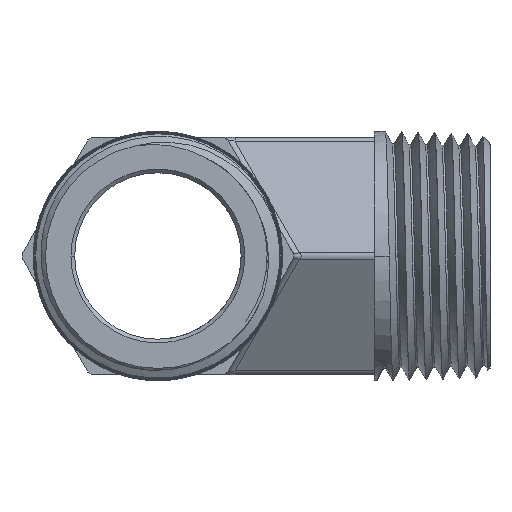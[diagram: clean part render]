
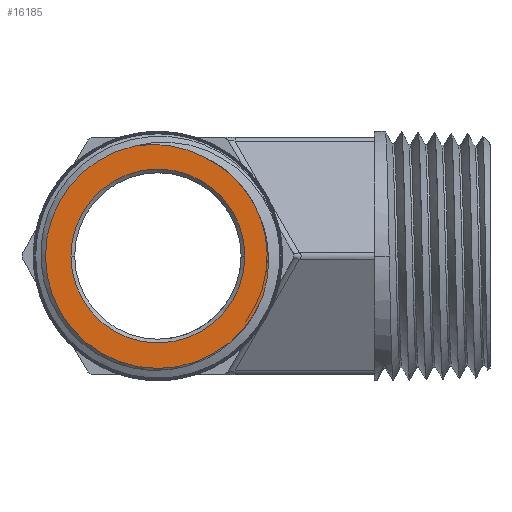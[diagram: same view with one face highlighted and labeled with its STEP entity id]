
A CAD part, left-side view. The second image highlights one B-rep face of the part: STEP entity #16185.
In plain terms, the highlighted planar face has unit normal (-1, 0, 0).
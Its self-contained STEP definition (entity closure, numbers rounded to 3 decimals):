
#4099=CARTESIAN_POINT('',(-44.5,-14.051,-5.426));
#4100=CARTESIAN_POINT('',(-44.5,-14.134,-5.182));
#4101=CARTESIAN_POINT('',(-44.5,-14.288,-4.692));
#4102=CARTESIAN_POINT('',(-44.5,-14.481,-3.947));
#4103=CARTESIAN_POINT('',(-44.5,-14.635,-3.194));
#4104=CARTESIAN_POINT('',(-44.5,-14.75,-2.435));
#4105=CARTESIAN_POINT('',(-44.5,-14.826,-1.672));
#4106=CARTESIAN_POINT('',(-44.5,-14.862,-0.908));
#4107=CARTESIAN_POINT('',(-44.5,-14.859,-0.144));
#4108=CARTESIAN_POINT('',(-44.5,-14.817,0.618));
#4109=CARTESIAN_POINT('',(-44.5,-14.736,1.376));
#4110=CARTESIAN_POINT('',(-44.5,-14.616,2.127));
#4111=CARTESIAN_POINT('',(-44.5,-14.458,2.87));
#4112=CARTESIAN_POINT('',(-44.5,-14.263,3.602));
#4113=CARTESIAN_POINT('',(-44.5,-14.03,4.323));
#4114=CARTESIAN_POINT('',(-44.5,-13.85,4.794));
#4115=CARTESIAN_POINT('',(-44.5,-13.754,5.027));
#4120=CARTESIAN_POINT('',(-44.5,-6.269,13.234));
#4121=CARTESIAN_POINT('',(-44.5,-6.054,13.348));
#4122=CARTESIAN_POINT('',(-44.5,-5.618,13.565));
#4123=CARTESIAN_POINT('',(-44.5,-4.947,13.858));
#4124=CARTESIAN_POINT('',(-44.5,-4.261,14.118));
#4125=CARTESIAN_POINT('',(-44.5,-3.562,14.344));
#4126=CARTESIAN_POINT('',(-44.5,-2.851,14.534));
#4127=CARTESIAN_POINT('',(-44.5,-2.13,14.69));
#4128=CARTESIAN_POINT('',(-44.5,-1.401,14.809));
#4129=CARTESIAN_POINT('',(-44.5,-0.666,14.893));
#4130=CARTESIAN_POINT('',(-44.5,0.073,14.94));
#4131=CARTESIAN_POINT('',(-44.5,0.815,14.95));
#4132=CARTESIAN_POINT('',(-44.5,1.558,14.923));
#4133=CARTESIAN_POINT('',(-44.5,2.3,14.859));
#4134=CARTESIAN_POINT('',(-44.5,2.792,14.792));
#4135=CARTESIAN_POINT('',(-44.5,3.038,14.752));
#4140=CARTESIAN_POINT('',(-44.5,-13.754,5.027));
#4141=CARTESIAN_POINT('',(-44.5,-13.673,5.25));
#4142=CARTESIAN_POINT('',(-44.5,-13.499,5.692));
#4143=CARTESIAN_POINT('',(-44.5,-13.206,6.341));
#4144=CARTESIAN_POINT('',(-44.5,-12.882,6.976));
#4145=CARTESIAN_POINT('',(-44.5,-12.528,7.594));
#4146=CARTESIAN_POINT('',(-44.5,-12.144,8.194));
#4147=CARTESIAN_POINT('',(-44.5,-11.732,8.774));
#4148=CARTESIAN_POINT('',(-44.5,-11.292,9.334));
#4149=CARTESIAN_POINT('',(-44.5,-10.824,9.872));
#4150=CARTESIAN_POINT('',(-44.5,-10.332,10.386));
#4151=CARTESIAN_POINT('',(-44.5,-9.815,10.876));
#4152=CARTESIAN_POINT('',(-44.5,-9.274,11.34));
#4153=CARTESIAN_POINT('',(-44.5,-8.713,11.777));
#4154=CARTESIAN_POINT('',(-44.5,-8.13,12.187));
#4155=CARTESIAN_POINT('',(-44.5,-7.528,12.568));
#4156=CARTESIAN_POINT('',(-44.5,-6.908,12.919));
#4157=CARTESIAN_POINT('',(-44.5,-6.484,13.133));
#4158=CARTESIAN_POINT('',(-44.5,-6.269,13.234));
#4163=CARTESIAN_POINT('',(-44.5,0.,0.));
#4164=DIRECTION('',(-1.,0.,0.));
#4165=DIRECTION('',(0.,1.,0.));
#4166=AXIS2_PLACEMENT_3D('',#4163,#4164,#4165);
#4171=CARTESIAN_POINT('',(-44.5,0.,0.));
#4172=DIRECTION('',(-1.,0.,0.));
#4173=DIRECTION('',(0.,-1.,0.));
#4174=AXIS2_PLACEMENT_3D('',#4171,#4172,#4173);
#4179=CARTESIAN_POINT('',(-44.5,0.,0.));
#4180=DIRECTION('',(-1.,0.,0.));
#4181=DIRECTION('',(0.,0.202,0.979));
#4182=AXIS2_PLACEMENT_3D('',#4179,#4180,#4181);
#13358=VERTEX_POINT('',#4099);
#13359=VERTEX_POINT('',#4115);
#13360=VERTEX_POINT('',#4158);
#13361=VERTEX_POINT('',#4135);
#13628=CARTESIAN_POINT('',(-44.5,11.65,0.));
#13629=CARTESIAN_POINT('',(-44.5,-11.65,0.));
#13630=VERTEX_POINT('',#13628);
#13631=VERTEX_POINT('',#13629);
#16167=CARTESIAN_POINT('',(-44.5,0.,0.));
#16168=DIRECTION('',(1.,0.,0.));
#16169=DIRECTION('',(0.,-1.,0.));
#16170=AXIS2_PLACEMENT_3D('',#16167,#16168,#16169);
#16171=PLANE('',#16170);
#16172=ORIENTED_EDGE('',*,*,#14968,.F.);
#16174=ORIENTED_EDGE('',*,*,#16173,.F.);
#16175=ORIENTED_EDGE('',*,*,#15320,.F.);
#16176=ORIENTED_EDGE('',*,*,#16159,.F.);
#16177=EDGE_LOOP('',(#16172,#16174,#16175,#16176));
#16178=FACE_OUTER_BOUND('',#16177,.F.);
#16180=ORIENTED_EDGE('',*,*,#16179,.T.);
#16182=ORIENTED_EDGE('',*,*,#16181,.T.);
#16183=EDGE_LOOP('',(#16180,#16182));
#16184=FACE_BOUND('',#16183,.F.);
#4116=B_SPLINE_CURVE_WITH_KNOTS('',3,(#4099,#4100,#4101,#4102,#4103,#4104,#4105,
#4106,#4107,#4108,#4109,#4110,#4111,#4112,#4113,#4114,#4115),.UNSPECIFIED.,.F.,
.F.,(4,1,1,1,1,1,1,1,1,1,1,1,1,1,4),(0.,0.071,0.143,
0.214,0.286,0.357,0.429,0.5,
0.571,0.643,0.714,0.786,
0.857,0.929,1.),.UNSPECIFIED.);
#4136=B_SPLINE_CURVE_WITH_KNOTS('',3,(#4120,#4121,#4122,#4123,#4124,#4125,#4126,
#4127,#4128,#4129,#4130,#4131,#4132,#4133,#4134,#4135),.UNSPECIFIED.,.F.,.F.,(4,
1,1,1,1,1,1,1,1,1,1,1,1,4),(0.,0.077,0.154,
0.231,0.308,0.385,0.462,
0.538,0.615,0.692,0.769,
0.846,0.923,1.),.UNSPECIFIED.);
#4159=B_SPLINE_CURVE_WITH_KNOTS('',3,(#4140,#4141,#4142,#4143,#4144,#4145,#4146,
#4147,#4148,#4149,#4150,#4151,#4152,#4153,#4154,#4155,#4156,#4157,#4158),
.UNSPECIFIED.,.F.,.F.,(4,1,1,1,1,1,1,1,1,1,1,1,1,1,1,1,4),(0.,0.063,0.125,
0.188,0.25,0.313,0.375,0.438,0.5,0.563,0.625,0.688,
0.75,0.813,0.875,0.938,1.),.UNSPECIFIED.);
#4167=CIRCLE('',#4166,11.65);
#4175=CIRCLE('',#4174,11.65);
#4183=CIRCLE('',#4182,15.062);
#14968=EDGE_CURVE('',#13358,#13359,#4116,.T.);
#15320=EDGE_CURVE('',#13360,#13361,#4136,.T.);
#16159=EDGE_CURVE('',#13359,#13360,#4159,.T.);
#16173=EDGE_CURVE('',#13361,#13358,#4183,.T.);
#16179=EDGE_CURVE('',#13630,#13631,#4167,.T.);
#16181=EDGE_CURVE('',#13631,#13630,#4175,.T.);
#16185=ADVANCED_FACE('',(#16178,#16184),#16171,.F.);
